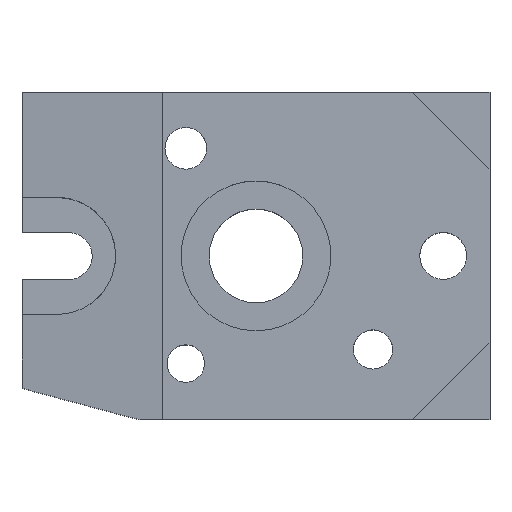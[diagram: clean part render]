
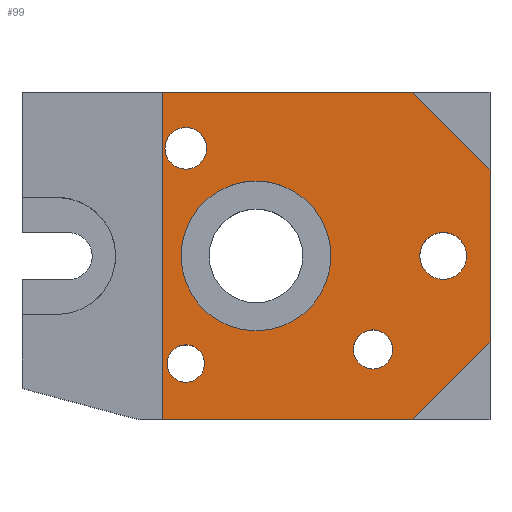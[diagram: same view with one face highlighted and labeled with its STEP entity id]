
A CAD part, top view. The second image highlights one B-rep face of the part: STEP entity #99.
In plain terms, the highlighted planar face has unit normal (0, 0, 1).
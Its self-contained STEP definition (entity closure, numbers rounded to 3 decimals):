
#99 = ADVANCED_FACE( '', ( #206, #207, #208, #209, #210, #211 ), #212, .T. );
#206 = FACE_BOUND( '', #311, .T. );
#207 = FACE_BOUND( '', #312, .T. );
#208 = FACE_BOUND( '', #313, .T. );
#209 = FACE_BOUND( '', #314, .T. );
#210 = FACE_OUTER_BOUND( '', #315, .T. );
#211 = FACE_BOUND( '', #316, .T. );
#212 = PLANE( '', #317 );
#311 = EDGE_LOOP( '', ( #535 ) );
#312 = EDGE_LOOP( '', ( #536 ) );
#313 = EDGE_LOOP( '', ( #537 ) );
#314 = EDGE_LOOP( '', ( #538 ) );
#315 = EDGE_LOOP( '', ( #539, #540, #541, #542, #543, #544 ) );
#316 = EDGE_LOOP( '', ( #545 ) );
#317 = AXIS2_PLACEMENT_3D( '', #546, #547, #548 );
#535 = ORIENTED_EDGE( '', *, *, #638, .F. );
#536 = ORIENTED_EDGE( '', *, *, #585, .F. );
#537 = ORIENTED_EDGE( '', *, *, #622, .F. );
#538 = ORIENTED_EDGE( '', *, *, #635, .F. );
#539 = ORIENTED_EDGE( '', *, *, #617, .T. );
#540 = ORIENTED_EDGE( '', *, *, #592, .T. );
#541 = ORIENTED_EDGE( '', *, *, #566, .T. );
#542 = ORIENTED_EDGE( '', *, *, #604, .T. );
#543 = ORIENTED_EDGE( '', *, *, #596, .T. );
#544 = ORIENTED_EDGE( '', *, *, #572, .T. );
#545 = ORIENTED_EDGE( '', *, *, #613, .T. );
#546 = CARTESIAN_POINT( '', ( -50., -35., 25. ) );
#547 = DIRECTION( '', ( 0., 0., 1. ) );
#548 = DIRECTION( '', ( 1., 0., 0. ) );
#566 = EDGE_CURVE( '', #659, #660, #661, .T. );
#572 = EDGE_CURVE( '', #671, #668, #672, .T. );
#585 = EDGE_CURVE( '', #694, #694, #695, .T. );
#592 = EDGE_CURVE( '', #697, #659, #707, .T. );
#596 = EDGE_CURVE( '', #711, #671, #712, .T. );
#604 = EDGE_CURVE( '', #660, #711, #723, .T. );
#613 = EDGE_CURVE( '', #735, #735, #736, .T. );
#617 = EDGE_CURVE( '', #668, #697, #742, .T. );
#622 = EDGE_CURVE( '', #748, #748, #749, .T. );
#635 = EDGE_CURVE( '', #769, #769, #770, .T. );
#638 = EDGE_CURVE( '', #773, #773, #774, .T. );
#659 = VERTEX_POINT( '', #800 );
#660 = VERTEX_POINT( '', #801 );
#661 = LINE( '', #802, #803 );
#668 = VERTEX_POINT( '', #813 );
#671 = VERTEX_POINT( '', #817 );
#672 = LINE( '', #818, #819 );
#694 = VERTEX_POINT( '', #850 );
#695 = CIRCLE( '', #851, 4.459 );
#697 = VERTEX_POINT( '', #853 );
#707 = LINE( '', #868, #869 );
#711 = VERTEX_POINT( '', #874 );
#712 = LINE( '', #875, #876 );
#723 = LINE( '', #890, #891 );
#735 = VERTEX_POINT( '', #905 );
#736 = CIRCLE( '', #906, 16. );
#742 = LINE( '', #914, #915 );
#748 = VERTEX_POINT( '', #923 );
#749 = CIRCLE( '', #924, 5. );
#769 = VERTEX_POINT( '', #950 );
#770 = CIRCLE( '', #951, 4. );
#773 = VERTEX_POINT( '', #954 );
#774 = CIRCLE( '', #955, 4.188 );
#800 = CARTESIAN_POINT( '', ( 33.5, -35., 25. ) );
#801 = CARTESIAN_POINT( '', ( 50., -18.5, 25. ) );
#802 = CARTESIAN_POINT( '', ( 33.5, -35., 25. ) );
#803 = VECTOR( '', #990, 1000. );
#813 = CARTESIAN_POINT( '', ( -20., 35., 25. ) );
#817 = CARTESIAN_POINT( '', ( 33.5, 35., 25. ) );
#818 = CARTESIAN_POINT( '', ( 50., 35., 25. ) );
#819 = VECTOR( '', #995, 1000. );
#850 = CARTESIAN_POINT( '', ( -15., 27.459, 25. ) );
#851 = AXIS2_PLACEMENT_3D( '', #1008, #1009, #1010 );
#853 = CARTESIAN_POINT( '', ( -20., -35., 25. ) );
#868 = CARTESIAN_POINT( '', ( -50., -35., 25. ) );
#869 = VECTOR( '', #1016, 1000. );
#874 = CARTESIAN_POINT( '', ( 50., 18.5, 25. ) );
#875 = CARTESIAN_POINT( '', ( 50., 18.5, 25. ) );
#876 = VECTOR( '', #1018, 1000. );
#890 = CARTESIAN_POINT( '', ( 50., -35., 25. ) );
#891 = VECTOR( '', #1028, 1000. );
#905 = CARTESIAN_POINT( '', ( 0., 16., 25. ) );
#906 = AXIS2_PLACEMENT_3D( '', #1040, #1041, #1042 );
#914 = CARTESIAN_POINT( '', ( -20., 89.599, 25. ) );
#915 = VECTOR( '', #1045, 1000. );
#923 = CARTESIAN_POINT( '', ( 40., 5., 25. ) );
#924 = AXIS2_PLACEMENT_3D( '', #1051, #1052, #1053 );
#950 = CARTESIAN_POINT( '', ( -15., -19., 25. ) );
#951 = AXIS2_PLACEMENT_3D( '', #1069, #1070, #1071 );
#954 = CARTESIAN_POINT( '', ( 25., -15.812, 25. ) );
#955 = AXIS2_PLACEMENT_3D( '', #1072, #1073, #1074 );
#990 = DIRECTION( '', ( 0.707, 0.707, 0. ) );
#995 = DIRECTION( '', ( -1., 0., 0. ) );
#1008 = CARTESIAN_POINT( '', ( -15., 23., 25. ) );
#1009 = DIRECTION( '', ( 0., 0., 1. ) );
#1010 = DIRECTION( '', ( 0., 1., 0. ) );
#1016 = DIRECTION( '', ( 1., 0., 0. ) );
#1018 = DIRECTION( '', ( -0.707, 0.707, 0. ) );
#1028 = DIRECTION( '', ( 0., 1., 0. ) );
#1040 = CARTESIAN_POINT( '', ( 0., 0., 25. ) );
#1041 = DIRECTION( '', ( 0., 0., -1. ) );
#1042 = DIRECTION( '', ( 0., 1., 0. ) );
#1045 = DIRECTION( '', ( 0., -1., 0. ) );
#1051 = CARTESIAN_POINT( '', ( 40., 0., 25. ) );
#1052 = DIRECTION( '', ( 0., 0., 1. ) );
#1053 = DIRECTION( '', ( 0., 1., 0. ) );
#1069 = CARTESIAN_POINT( '', ( -15., -23., 25. ) );
#1070 = DIRECTION( '', ( 0., 0., 1. ) );
#1071 = DIRECTION( '', ( 0., 1., 0. ) );
#1072 = CARTESIAN_POINT( '', ( 25., -20., 25. ) );
#1073 = DIRECTION( '', ( 0., 0., 1. ) );
#1074 = DIRECTION( '', ( 0., 1., 0. ) );
